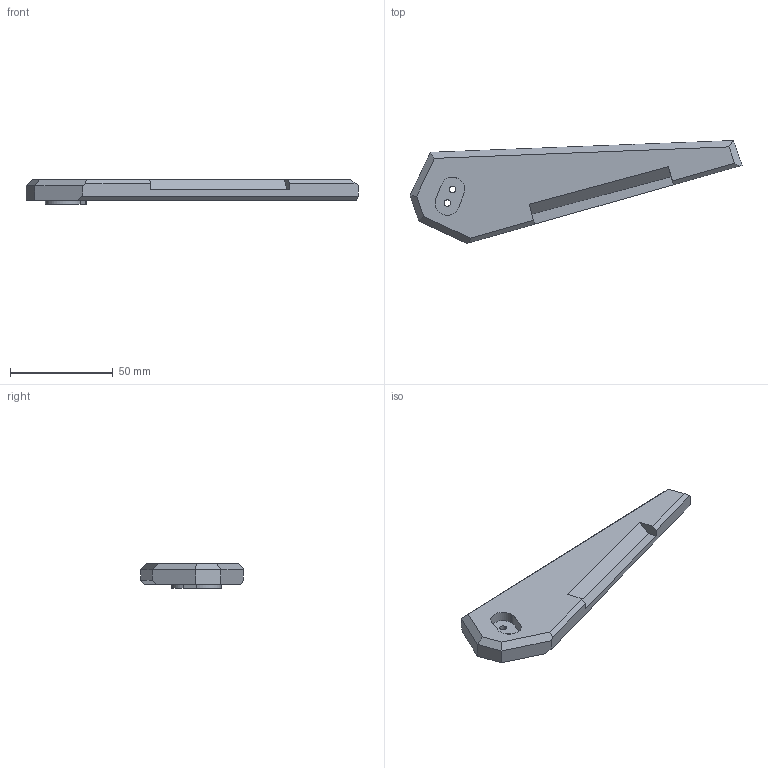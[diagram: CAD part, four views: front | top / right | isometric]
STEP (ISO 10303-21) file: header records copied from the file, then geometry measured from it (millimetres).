
FILE_DESCRIPTION (( 'STEP AP214' ), '1' );
FILE_NAME ('ÌìÏß1.STEP', '2024-10-16T02:15:45', ( '' ), ( '' ), 'SwSTEP 2.0', 'SolidWorks 2020', '' );
FILE_SCHEMA (( 'AUTOMOTIVE_DESIGN' ));
Length unit declared in the file: millimetre
Products named in the file (1): 毞盄1
Bounding box: 161.19 x 49.94 x 12 mm (x, y, z)
Volume: 42582.4 mm3; surface area: 12569.7 mm2
Topology: 1 solids, 1 shells, 37 faces, 95 edges, 62 vertices
Faces by surface type: plane 27, cylinder 10
Entity records: 1159 total; most frequent: CARTESIAN_POINT 195, DIRECTION 191, ORIENTED_EDGE 190, EDGE_CURVE 95, VECTOR 75, LINE 75, VERTEX_POINT 62, AXIS2_PLACEMENT_3D 58
